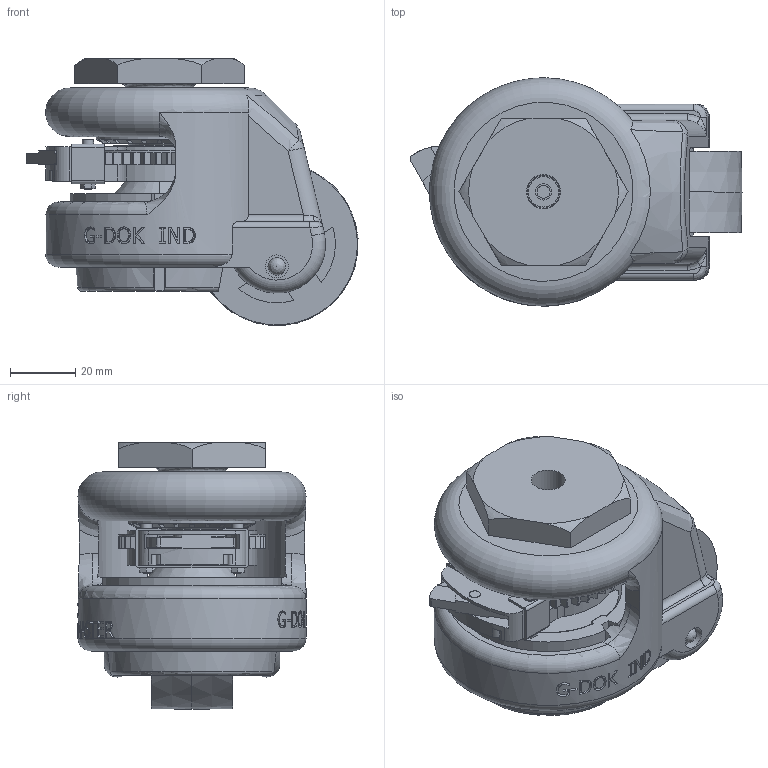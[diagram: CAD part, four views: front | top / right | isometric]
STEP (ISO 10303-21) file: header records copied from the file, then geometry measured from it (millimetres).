
FILE_DESCRIPTION((''),'2;1');
FILE_NAME('GDR-60S.stp','2010-12-27T17:04:08',('Administrator'),(''),'Autodesk Inventor 2009','Autodesk Inventor 2009','');
FILE_SCHEMA(('AUTOMOTIVE_DESIGN { 1 0 10303 214 1 1 1 1 }'));
Length unit declared in the file: millimetre
Products named in the file (1): GDR-60S
Bounding box: 101.93 x 70 x 81.92 mm (x, y, z)
Volume: 225449.2 mm3; surface area: 71177.5 mm2
Topology: 17 solids, 17 shells, 1285 faces, 3501 edges, 2313 vertices
Faces by surface type: plane 714, cylinder 274, bspline 225, cone 43, torus 21, sphere 8
Full cylindrical faces by diameter (mm): 2 x10, 2.1 x2, 3 x6, 3.1 x2, 3.45 x2, 3.5 x6, 4 x3, 4.1 x1, 5 x5, 7 x2, 8.2 x1, 8.4 x1, 8.5 x1, 9.8 x3, 10 x7, 10.5 x1, 11 x1, 12 x1, 20 x4, 21 x2, 23 x1, 24 x1, 25 x1, 27 x1, 28 x1, 39 x1, 39.4 x1, 45 x1
Entity records: 70142 total; most frequent: CARTESIAN_POINT 39107, ORIENTED_EDGE 6726, DIRECTION 5879, EDGE_CURVE 3363, VERTEX_POINT 2272, AXIS2_PLACEMENT_3D 2070, VECTOR 1739, LINE 1739
